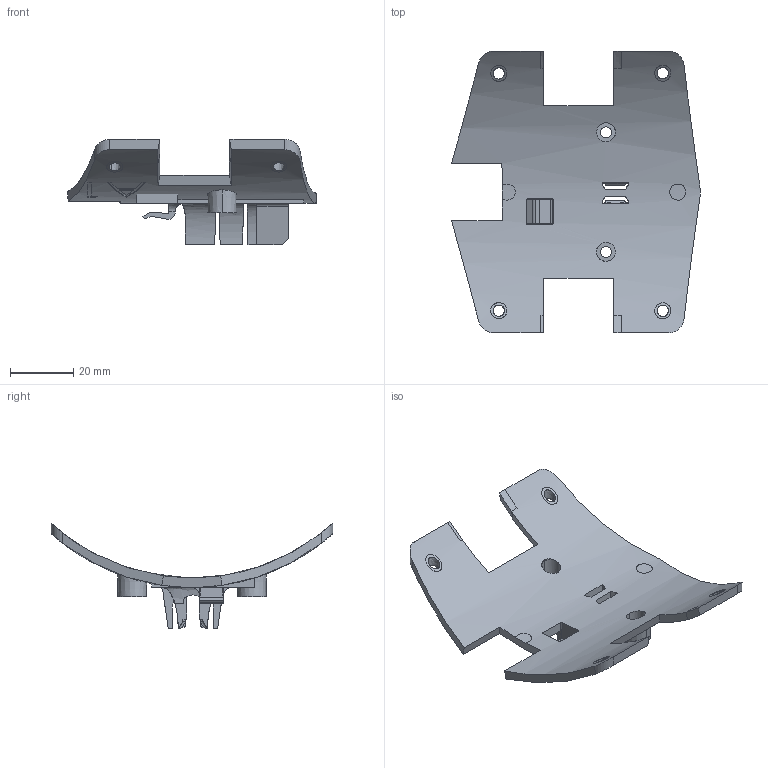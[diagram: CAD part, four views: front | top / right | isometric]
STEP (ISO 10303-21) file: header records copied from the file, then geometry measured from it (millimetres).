
FILE_DESCRIPTION (( 'STEP AP214' ), '1' );
FILE_NAME ('Shoulder_base.STEP', '2017-08-15T08:15:23', ( '' ), ( '' ), 'SwSTEP 2.0', 'SolidWorks 2016', '' );
FILE_SCHEMA (( 'AUTOMOTIVE_DESIGN' ));
Length unit declared in the file: millimetre
Products named in the file (1): Shoulder_base
Bounding box: 78.49 x 88.84 x 33.22 mm (x, y, z)
Volume: 19351.2 mm3; surface area: 15603.9 mm2
Topology: 1 solids, 1 shells, 247 faces, 687 edges, 460 vertices
Faces by surface type: plane 141, bspline 50, cylinder 41, cone 15
Entity records: 13200 total; most frequent: CARTESIAN_POINT 5868, ORIENTED_EDGE 1374, DIRECTION 964, EDGE_CURVE 687, VERTEX_POINT 460, LINE 392, VECTOR 392, AXIS2_PLACEMENT_3D 286
